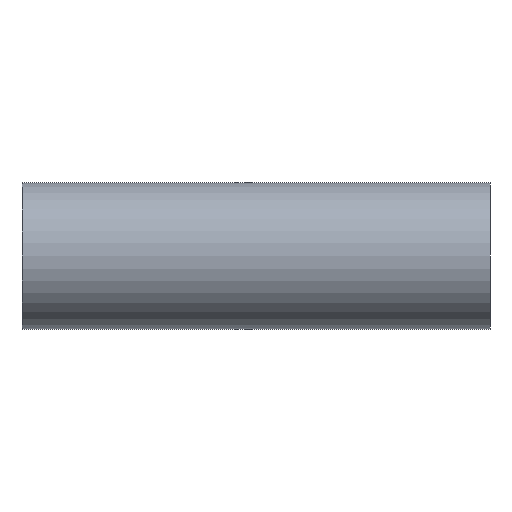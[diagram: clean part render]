
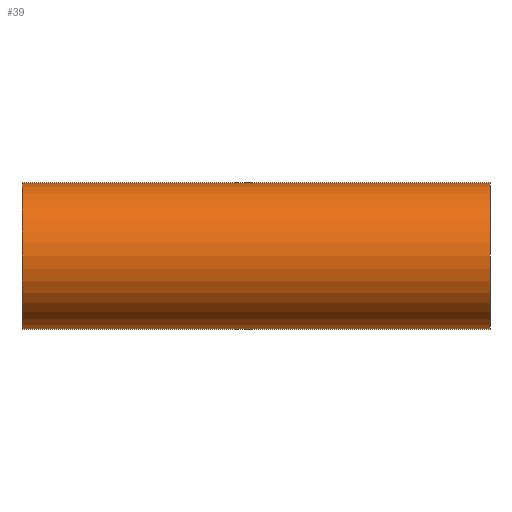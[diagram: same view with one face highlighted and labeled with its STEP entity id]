
A CAD part, left-side view. The second image highlights one B-rep face of the part: STEP entity #39.
In plain terms, the highlighted cylindrical face has radius 7.938 mm (diameter 15.875 mm), a partial arc.
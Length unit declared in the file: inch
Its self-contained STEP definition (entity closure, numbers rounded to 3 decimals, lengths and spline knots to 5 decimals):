
#5 = AXIS2_PLACEMENT_3D ( 'NONE', #161, #158, #157 ) ;
#39 = ADVANCED_FACE ( 'NONE', ( #249 ), #198, .T. ) ;
#65 = CARTESIAN_POINT ( 'NONE',  ( 0., 2., 0. ) ) ;
#67 = ORIENTED_EDGE ( 'NONE', *, *, #175, .F. ) ;
#72 = AXIS2_PLACEMENT_3D ( 'NONE', #195, #192, #190 ) ;
#93 = EDGE_CURVE ( 'NONE', #169, #152, #216, .T. ) ;
#104 = EDGE_CURVE ( 'NONE', #152, #145, #208, .T. ) ;
#115 = ORIENTED_EDGE ( 'NONE', *, *, #93, .T. ) ;
#117 = DIRECTION ( 'NONE',  ( 0., -1., 0. ) ) ;
#126 = DIRECTION ( 'NONE',  ( 0., -1., 0. ) ) ;
#128 = CARTESIAN_POINT ( 'NONE',  ( 0., 2., 0.3125 ) ) ;
#129 = AXIS2_PLACEMENT_3D ( 'NONE', #65, #126, #151 ) ;
#132 = CARTESIAN_POINT ( 'NONE',  ( 0., 2., -0.3125 ) ) ;
#136 = EDGE_CURVE ( 'NONE', #169, #176, #220, .T. ) ;
#145 = VERTEX_POINT ( 'NONE', #163 ) ;
#151 = DIRECTION ( 'NONE',  ( 0., 0., -1. ) ) ;
#152 = VERTEX_POINT ( 'NONE', #183 ) ;
#157 = DIRECTION ( 'NONE',  ( 0., 0., 1. ) ) ;
#158 = DIRECTION ( 'NONE',  ( 0., 1., 0. ) ) ;
#161 = CARTESIAN_POINT ( 'NONE',  ( 0., 2., 0. ) ) ;
#163 = CARTESIAN_POINT ( 'NONE',  ( 0., 0., 0.3125 ) ) ;
#167 = EDGE_LOOP ( 'NONE', ( #67, #242, #115, #251 ) ) ;
#169 = VERTEX_POINT ( 'NONE', #132 ) ;
#175 = EDGE_CURVE ( 'NONE', #176, #145, #231, .T. ) ;
#176 = VERTEX_POINT ( 'NONE', #128 ) ;
#183 = CARTESIAN_POINT ( 'NONE',  ( 0., 0., -0.3125 ) ) ;
#190 = DIRECTION ( 'NONE',  ( 0., 0., 1. ) ) ;
#192 = DIRECTION ( 'NONE',  ( 0., 1., 0. ) ) ;
#195 = CARTESIAN_POINT ( 'NONE',  ( 0., 0., 0. ) ) ;
#198 = CYLINDRICAL_SURFACE ( 'NONE', #129, 0.3125 ) ;
#200 = DIRECTION ( 'NONE',  ( 0., -1., 0. ) ) ;
#201 = CARTESIAN_POINT ( 'NONE',  ( 0., 2., -0.3125 ) ) ;
#208 = CIRCLE ( 'NONE', #72, 0.3125 ) ;
#213 = VECTOR ( 'NONE', #200, 39.37008 ) ;
#214 = VECTOR ( 'NONE', #117, 39.37008 ) ;
#216 = LINE ( 'NONE', #201, #213 ) ;
#217 = CARTESIAN_POINT ( 'NONE',  ( 0., 2., 0.3125 ) ) ;
#220 = CIRCLE ( 'NONE', #5, 0.3125 ) ;
#231 = LINE ( 'NONE', #217, #214 ) ;
#242 = ORIENTED_EDGE ( 'NONE', *, *, #136, .F. ) ;
#249 = FACE_OUTER_BOUND ( 'NONE', #167, .T. ) ;
#251 = ORIENTED_EDGE ( 'NONE', *, *, #104, .T. ) ;
